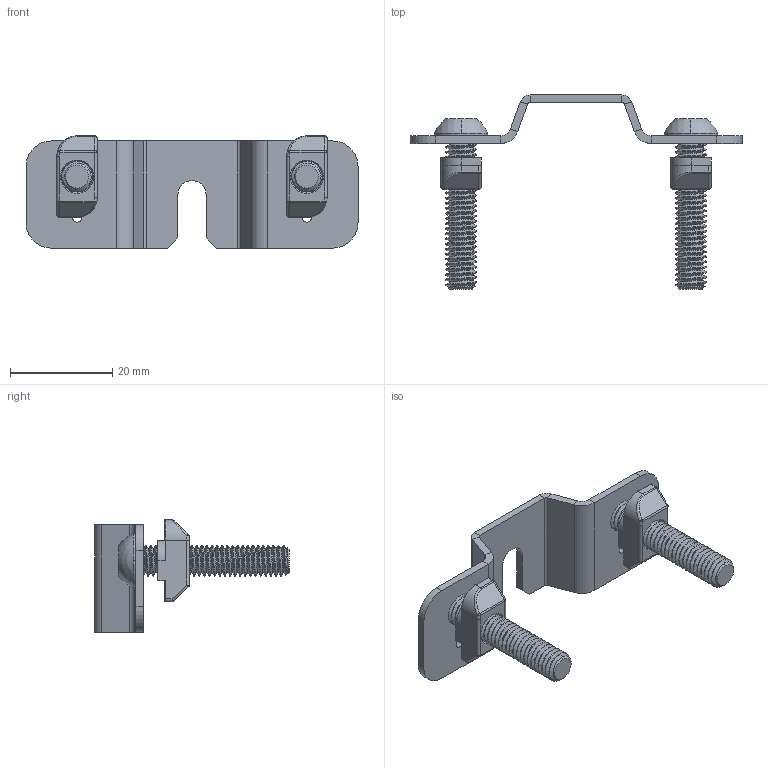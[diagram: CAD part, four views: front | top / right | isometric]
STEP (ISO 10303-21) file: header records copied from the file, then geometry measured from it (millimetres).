
FILE_DESCRIPTION((''),'2;1');
FILE_NAME('196053_ASM','2016-08-10T',('pdmadmin'),(''),'PRO/ENGINEER BY PARAMETRIC TECHNOLOGY CORPORATION, 2016010','PRO/ENGINEER BY PARAMETRIC TECHNOLOGY CORPORATION, 2016010','');
FILE_SCHEMA(('CONFIG_CONTROL_DESIGN'));
Length unit declared in the file: millimetre
Products named in the file (4): 181221; 196045; 183534; 196053_ASM
Assembly tree (5 placements, depth 2):
  196053_ASM
    181221
    196045  x2
    183534  x2
Bounding box: 65 x 38 x 22 mm (x, y, z)
Volume: 4706.4 mm3; surface area: 6640.9 mm2
Topology: 5 solids, 7 shells, 328 faces, 840 edges, 526 vertices
Faces by surface type: cylinder 183, plane 87, cone 28, sphere 16, bspline 10, torus 4
Entity records: 21058 total; most frequent: CARTESIAN_POINT 16482, ORIENTED_EDGE 978, DIRECTION 864, EDGE_CURVE 491, AXIS2_PLACEMENT_3D 317, VERTEX_POINT 305, VECTOR 230, LINE 230
